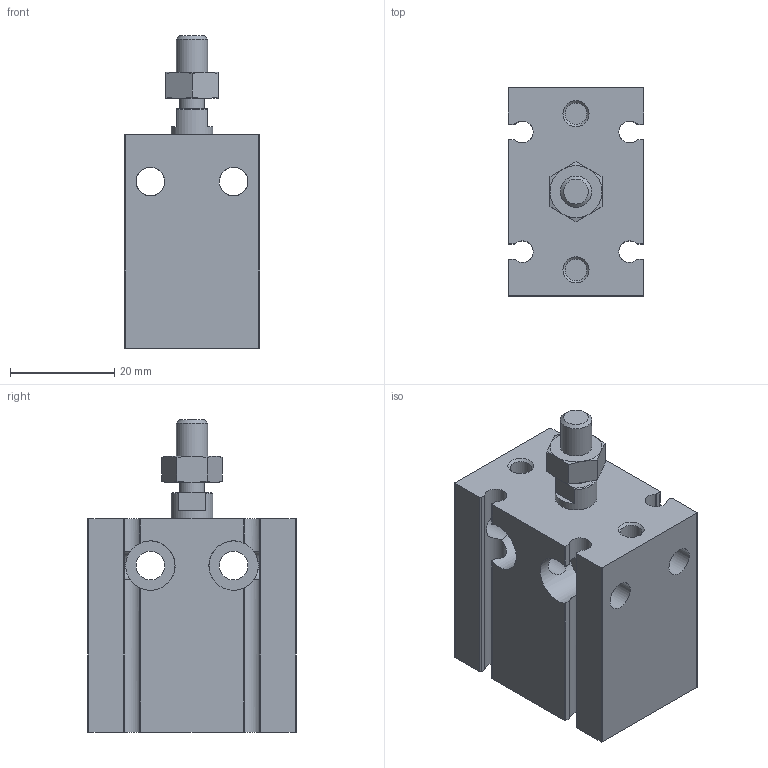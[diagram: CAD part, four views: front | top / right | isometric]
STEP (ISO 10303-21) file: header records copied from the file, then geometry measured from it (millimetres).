
FILE_DESCRIPTION( ( 'STEP AP203' ), '1' );
FILE_NAME( 'EU20X5-0()(0).stp', '2021-10-12T02:16:34', ( 'License CC BY-ND 4.0' ), ( 'CADENAS' ), ' ', 'PARTsolutions', ' ' );
FILE_SCHEMA( ( 'CONFIG_CONTROL_DESIGN' ) );
Length unit declared in the file: millimetre
Products named in the file (4): EU20X5-0()(0); _EU20X5-0()(0-dummy); _EU20X5-()(-body); _EU20X5-(0-rod)
Assembly tree (3 placements, depth 2):
  EU20X5-0()(0)
    _EU20X5-0()(0-dummy)
    _EU20X5-()(-body)
    _EU20X5-(0-rod)
Bounding box: 26 x 40 x 60 mm (x, y, z)
Volume: 35656.9 mm3; surface area: 14445.4 mm2
Topology: 2 solids, 2 shells, 125 faces, 328 edges, 214 vertices
Faces by surface type: cylinder 56, plane 50, cone 19
Full cylindrical faces by diameter (mm): 4.134 x6, 4.773 x1, 5.5 x8, 6 x1, 8 x2, 9.5 x4, 20 x2
Entity records: 4509 total; most frequent: CARTESIAN_POINT 1494, DIRECTION 588, ORIENTED_EDGE 568, EDGE_CURVE 284, AXIS2_PLACEMENT_3D 239, VERTEX_POINT 200, EDGE_LOOP 178, FACE_OUTER_BOUND 149
